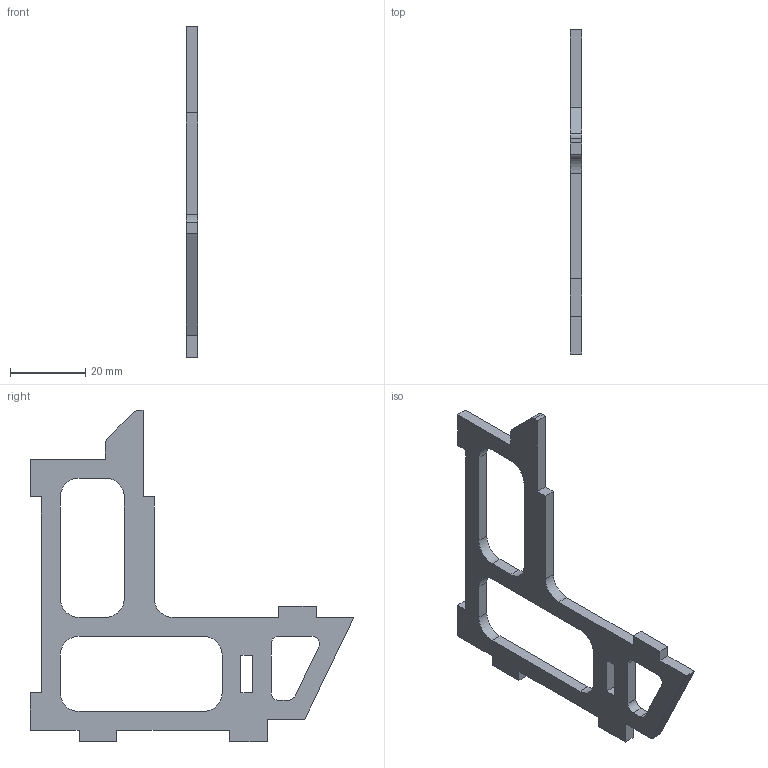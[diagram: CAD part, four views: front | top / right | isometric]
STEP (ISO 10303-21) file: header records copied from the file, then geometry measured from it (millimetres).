
FILE_DESCRIPTION((''),'2;1');
FILE_NAME('Axial Shroud Support 25090213.stp','2013-11-13T21:57:50',(''),(''),'Autodesk Inventor 2013','Autodesk Inventor 2013','');
FILE_SCHEMA(('AUTOMOTIVE_DESIGN { 1 0 10303 214 1 1 1 1 }'));
Length unit declared in the file: millimetre
Products named in the file (1): Axial Shroud Support 25090213
Bounding box: 3 x 86 x 88 mm (x, y, z)
Volume: 6263.3 mm3; surface area: 6105.3 mm2
Topology: 1 solids, 1 shells, 60 faces, 174 edges, 116 vertices
Faces by surface type: plane 45, cylinder 15
Entity records: 2086 total; most frequent: CARTESIAN_POINT 351, ORIENTED_EDGE 348, DIRECTION 326, EDGE_CURVE 174, VECTOR 144, LINE 144, VERTEX_POINT 116, AXIS2_PLACEMENT_3D 91
